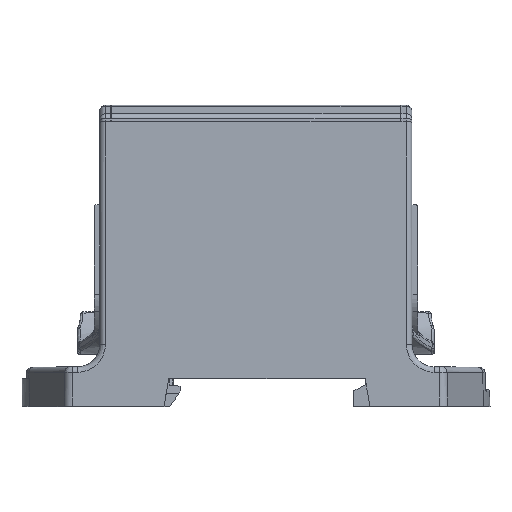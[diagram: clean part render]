
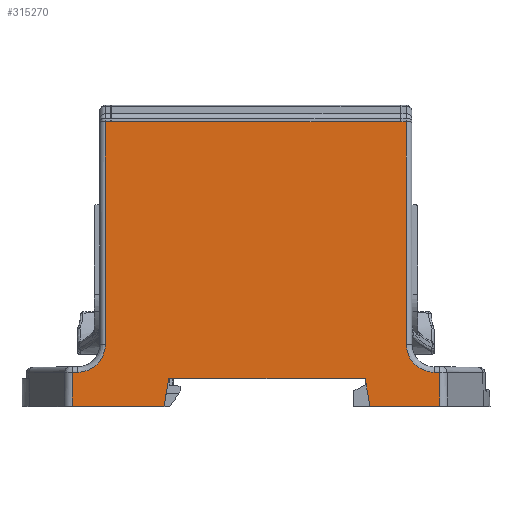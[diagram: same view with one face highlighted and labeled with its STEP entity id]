
A CAD part, top view. The second image highlights one B-rep face of the part: STEP entity #315270.
In plain terms, the highlighted planar face has unit normal (0, 0.009, 1).
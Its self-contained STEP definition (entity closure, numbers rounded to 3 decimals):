
#164230=CARTESIAN_POINT('',(-15.6,5.,25.401));
#164240=VERTEX_POINT('',#164230);
#164270=CARTESIAN_POINT('',(0.,5.,25.401));
#164280=DIRECTION('',(-1.,0.,0.));
#164290=VECTOR('',#164280,1.);
#164300=LINE('',#164270,#164290);
#164310=CARTESIAN_POINT('',(19.6,5.,25.401));
#164320=VERTEX_POINT('',#164310);
#164330=EDGE_CURVE('',#164320,#164240,#164300,.T.);
#167250=CARTESIAN_POINT('',(31.956,6.096,
25.392));
#167260=DIRECTION('',(1.,-0.009,
0.));
#167270=VECTOR('',#167260,1.);
#167280=LINE('',#167250,#167270);
#167290=CARTESIAN_POINT('',(31.956,6.096,
25.392));
#167300=VERTEX_POINT('',#167290);
#167310=CARTESIAN_POINT('',(32.878,6.088,
25.392));
#167320=VERTEX_POINT('',#167310);
#167330=EDGE_CURVE('',#167300,#167320,#167280,.T.);
#190100=CARTESIAN_POINT('',(27.,51.,25.));
#190110=VERTEX_POINT('',#190100);
#204700=CARTESIAN_POINT('',(27.,11.096,25.348));
#204710=CARTESIAN_POINT('',(27.,9.98,25.358));
#204720=CARTESIAN_POINT('',(27.903,7.372,
25.381));
#204730=CARTESIAN_POINT('',(30.469,6.109,
25.392));
#204740=CARTESIAN_POINT('',(31.956,6.096,
25.392));
#204750=B_SPLINE_CURVE_WITH_KNOTS('',3,(#204700,#204710,#204720,#204730,
#204740),.UNSPECIFIED.,.F.,.F.,(4,1,4),(0.,0.429,1.),
.UNSPECIFIED.);
#204760=CARTESIAN_POINT('',(27.,11.096,25.348));
#204770=VERTEX_POINT('',#204760);
#204780=EDGE_CURVE('',#204770,#167300,#204750,.T.);
#249350=CARTESIAN_POINT('',(-32.972,0.,25.445))
;
#249360=DIRECTION('',(0.015,1.,
-0.009));
#249370=VECTOR('',#249360,1.);
#249380=LINE('',#249350,#249370);
#249390=CARTESIAN_POINT('',(-32.972,0.,
25.445));
#249400=VERTEX_POINT('',#249390);
#249410=CARTESIAN_POINT('',(-32.878,6.088,
25.392));
#249420=VERTEX_POINT('',#249410);
#249430=EDGE_CURVE('',#249400,#249420,#249380,.T.);
#252730=CARTESIAN_POINT('',(-26.,51.,25.));
#252740=VERTEX_POINT('',#252730);
#289400=CARTESIAN_POINT('',(0.,0.,25.445));
#289410=DIRECTION('',(1.,0.,0.));
#289420=VECTOR('',#289410,1.);
#289430=LINE('',#289400,#289420);
#289440=CARTESIAN_POINT('',(-16.482,0.,
25.445));
#289450=VERTEX_POINT('',#289440);
#289460=EDGE_CURVE('',#249400,#289450,#289430,.T.);
#297480=CARTESIAN_POINT('',(-32.878,6.088,
25.392));
#297490=DIRECTION('',(1.,0.009,
0.));
#297500=VECTOR('',#297490,1.);
#297510=LINE('',#297480,#297500);
#297520=CARTESIAN_POINT('',(-31.956,6.096,
25.392));
#297530=VERTEX_POINT('',#297520);
#297540=EDGE_CURVE('',#249420,#297530,#297510,.T.);
#309150=CARTESIAN_POINT('',(26.,51.,25.));
#309160=VERTEX_POINT('',#309150);
#314240=CARTESIAN_POINT('',(-34.651,-1.306,
25.456));
#314250=DIRECTION('',(0.,0.009,1.));
#314260=DIRECTION('',(0.,1.,-0.009));
#314270=AXIS2_PLACEMENT_3D('',#314240,#314250,#314260);
#314280=PLANE('',#314270);
#314290=CARTESIAN_POINT('',(20.482,0.,25.445));
#314300=DIRECTION('',(-0.174,0.985,
-0.009));
#314310=VECTOR('',#314300,1.);
#314320=LINE('',#314290,#314310);
#314330=CARTESIAN_POINT('',(19.776,4.,
25.41));
#314340=VERTEX_POINT('',#314330);
#314350=EDGE_CURVE('',#314340,#164320,#314320,.T.);
#314360=ORIENTED_EDGE('',*,*,#314350,.F.);
#314370=ORIENTED_EDGE('',*,*,#164330,.F.);
#314380=CARTESIAN_POINT('',(-16.482,0.,25.445));
#314390=DIRECTION('',(-0.174,-0.985,
0.009));
#314400=VECTOR('',#314390,1.);
#314410=LINE('',#314380,#314400);
#314420=EDGE_CURVE('',#164240,#289450,#314410,.T.);
#314430=ORIENTED_EDGE('',*,*,#314420,.F.);
#314440=ORIENTED_EDGE('',*,*,#289460,.T.);
#314450=ORIENTED_EDGE('',*,*,#249430,.F.);
#314460=ORIENTED_EDGE('',*,*,#297540,.F.);
#314470=CARTESIAN_POINT('',(-31.956,6.096,
25.392));
#314480=CARTESIAN_POINT('',(-30.469,6.109,
25.392));
#314490=CARTESIAN_POINT('',(-27.903,7.372,
25.381));
#314500=CARTESIAN_POINT('',(-27.,9.98,25.358));
#314510=CARTESIAN_POINT('',(-27.,11.096,25.348));
#314520=B_SPLINE_CURVE_WITH_KNOTS('',3,(#314470,#314480,#314490,#314500,
#314510),.UNSPECIFIED.,.F.,.F.,(4,1,4),(0.,0.571,1.),
.UNSPECIFIED.);
#314530=CARTESIAN_POINT('',(-27.,11.096,25.348));
#314540=VERTEX_POINT('',#314530);
#314550=EDGE_CURVE('',#297530,#314540,#314520,.T.);
#314560=ORIENTED_EDGE('',*,*,#314550,.F.);
#314570=CARTESIAN_POINT('',(-27.,11.096,25.348));
#314580=DIRECTION('',(0.,1.,-0.009));
#314590=VECTOR('',#314580,1.);
#314600=LINE('',#314570,#314590);
#314610=CARTESIAN_POINT('',(-27.,51.,25.));
#314620=VERTEX_POINT('',#314610);
#314630=EDGE_CURVE('',#314540,#314620,#314600,.T.);
#314640=ORIENTED_EDGE('',*,*,#314630,.F.);
#314650=CARTESIAN_POINT('',(-27.,51.,25.));
#314660=DIRECTION('',(1.,0.,0.));
#314670=VECTOR('',#314660,1.);
#314680=LINE('',#314650,#314670);
#314690=EDGE_CURVE('',#314620,#252740,#314680,.T.);
#314700=ORIENTED_EDGE('',*,*,#314690,.F.);
#314710=CARTESIAN_POINT('',(0.,51.,25.));
#314720=DIRECTION('',(1.,0.,0.));
#314730=VECTOR('',#314720,1.);
#314740=LINE('',#314710,#314730);
#314750=CARTESIAN_POINT('',(-25.9,51.,25.));
#314760=VERTEX_POINT('',#314750);
#314770=EDGE_CURVE('',#252740,#314760,#314740,.T.);
#314780=ORIENTED_EDGE('',*,*,#314770,.F.);
#314790=CARTESIAN_POINT('',(0.,51.,25.));
#314800=DIRECTION('',(-1.,0.,0.));
#314810=VECTOR('',#314800,1.);
#314820=LINE('',#314790,#314810);
#314830=CARTESIAN_POINT('',(25.9,51.,25.));
#314840=VERTEX_POINT('',#314830);
#314850=EDGE_CURVE('',#314840,#314760,#314820,.T.);
#314860=ORIENTED_EDGE('',*,*,#314850,.T.);
#314870=EDGE_CURVE('',#314840,#309160,#314740,.T.);
#314880=ORIENTED_EDGE('',*,*,#314870,.F.);
#314890=CARTESIAN_POINT('',(26.,51.,25.));
#314900=DIRECTION('',(1.,0.,0.));
#314910=VECTOR('',#314900,1.);
#314920=LINE('',#314890,#314910);
#314930=EDGE_CURVE('',#309160,#190110,#314920,.T.);
#314940=ORIENTED_EDGE('',*,*,#314930,.F.);
#314950=CARTESIAN_POINT('',(27.,51.,25.));
#314960=DIRECTION('',(0.,-1.,0.009));
#314970=VECTOR('',#314960,1.);
#314980=LINE('',#314950,#314970);
#314990=EDGE_CURVE('',#190110,#204770,#314980,.T.);
#315000=ORIENTED_EDGE('',*,*,#314990,.F.);
#315010=ORIENTED_EDGE('',*,*,#204780,.F.);
#315020=ORIENTED_EDGE('',*,*,#167330,.F.);
#315030=CARTESIAN_POINT('',(32.878,6.088,
25.392));
#315040=DIRECTION('',(0.015,-1.,
0.009));
#315050=VECTOR('',#315040,1.);
#315060=LINE('',#315030,#315050);
#315070=CARTESIAN_POINT('',(32.972,0.,25.445));
#315080=VERTEX_POINT('',#315070);
#315090=EDGE_CURVE('',#167320,#315080,#315060,.T.);
#315100=ORIENTED_EDGE('',*,*,#315090,.F.);
#315110=CARTESIAN_POINT('',(0.,0.,25.445));
#315120=DIRECTION('',(1.,0.,0.));
#315130=VECTOR('',#315120,1.);
#315140=LINE('',#315110,#315130);
#315150=CARTESIAN_POINT('',(20.482,0.,25.445));
#315160=VERTEX_POINT('',#315150);
#315170=EDGE_CURVE('',#315160,#315080,#315140,.T.);
#315180=ORIENTED_EDGE('',*,*,#315170,.T.);
#315190=CARTESIAN_POINT('',(19.776,4.,
25.41));
#315200=DIRECTION('',(0.174,-0.985,
0.009));
#315210=VECTOR('',#315200,1.);
#315220=LINE('',#315190,#315210);
#315230=EDGE_CURVE('',#314340,#315160,#315220,.T.);
#315240=ORIENTED_EDGE('',*,*,#315230,.T.);
#315250=EDGE_LOOP('',(#315240,#315180,#315100,#315020,#315010,#315000,
#314940,#314880,#314860,#314780,#314700,#314640,#314560,#314460,#314450,
#314440,#314430,#314370,#314360));
#315260=FACE_OUTER_BOUND('',#315250,.T.);
#315270=ADVANCED_FACE('',(#315260),#314280,.T.);
